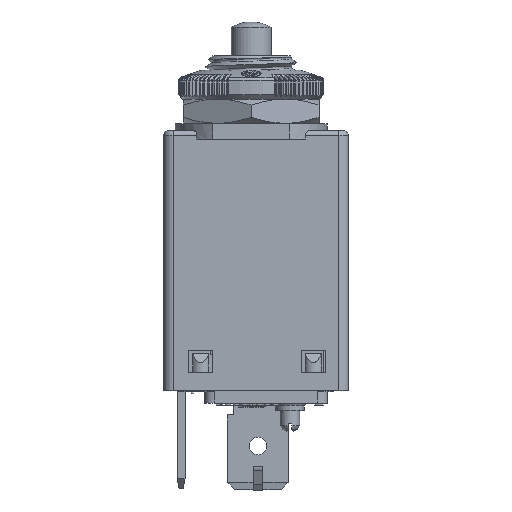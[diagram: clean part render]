
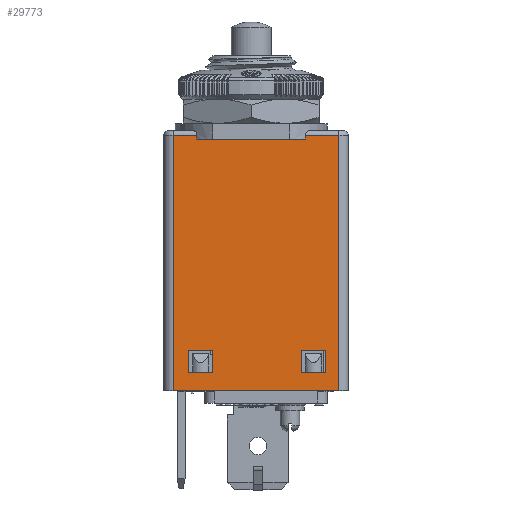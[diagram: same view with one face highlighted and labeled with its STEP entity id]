
A CAD part, top view. The second image highlights one B-rep face of the part: STEP entity #29773.
In plain terms, the highlighted planar face has unit normal (0, 0, 1).
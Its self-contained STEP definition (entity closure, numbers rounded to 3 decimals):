
#1245=DIRECTION('',(1.,0.,0.));
#1246=VECTOR('',#1245,2.5);
#1247=CARTESIAN_POINT('',(-6.45,3.18,5.5));
#1248=LINE('',#1247,#1246);
#1249=DIRECTION('',(0.,1.,0.));
#1250=VECTOR('',#1249,2.3);
#1251=CARTESIAN_POINT('',(-3.95,3.18,5.5));
#1252=LINE('',#1251,#1250);
#1253=DIRECTION('',(-1.,0.,0.));
#1254=VECTOR('',#1253,2.5);
#1255=CARTESIAN_POINT('',(-3.95,5.48,5.5));
#1256=LINE('',#1255,#1254);
#1257=DIRECTION('',(0.,-1.,0.));
#1258=VECTOR('',#1257,2.3);
#1259=CARTESIAN_POINT('',(-6.45,5.48,5.5));
#1260=LINE('',#1259,#1258);
#1261=DIRECTION('',(0.,-1.,0.));
#1262=VECTOR('',#1261,2.3);
#1263=CARTESIAN_POINT('',(5.15,5.48,5.5));
#1264=LINE('',#1263,#1262);
#1265=DIRECTION('',(1.,0.,0.));
#1266=VECTOR('',#1265,2.5);
#1267=CARTESIAN_POINT('',(5.15,3.18,5.5));
#1268=LINE('',#1267,#1266);
#1269=DIRECTION('',(0.,1.,0.));
#1270=VECTOR('',#1269,2.3);
#1271=CARTESIAN_POINT('',(7.65,3.18,5.5));
#1272=LINE('',#1271,#1270);
#1273=DIRECTION('',(-1.,0.,0.));
#1274=VECTOR('',#1273,2.5);
#1275=CARTESIAN_POINT('',(7.65,5.48,5.5));
#1276=LINE('',#1275,#1274);
#1277=DIRECTION('',(-1.,0.,0.));
#1278=VECTOR('',#1277,2.413);
#1279=CARTESIAN_POINT('',(-5.587,27.61,5.5));
#1280=LINE('',#1279,#1278);
#1281=DIRECTION('',(0.,1.,0.));
#1282=VECTOR('',#1281,0.4);
#1283=CARTESIAN_POINT('',(-5.587,27.21,5.5));
#1284=LINE('',#1283,#1282);
#1285=DIRECTION('',(-1.,0.,0.));
#1286=VECTOR('',#1285,11.174);
#1287=CARTESIAN_POINT('',(5.587,27.21,5.5));
#1288=LINE('',#1287,#1286);
#1289=DIRECTION('',(0.,1.,0.));
#1290=VECTOR('',#1289,0.4);
#1291=CARTESIAN_POINT('',(5.587,27.21,5.5));
#1292=LINE('',#1291,#1290);
#1293=DIRECTION('',(-1.,0.,0.));
#1294=VECTOR('',#1293,3.413);
#1295=CARTESIAN_POINT('',(9.,27.61,5.5));
#1296=LINE('',#1295,#1294);
#1297=DIRECTION('',(0.,1.,0.));
#1298=VECTOR('',#1297,26.3);
#1299=CARTESIAN_POINT('',(9.,1.31,5.5));
#1300=LINE('',#1299,#1298);
#1301=DIRECTION('',(1.,0.,0.));
#1302=VECTOR('',#1301,17.);
#1303=CARTESIAN_POINT('',(-8.,1.31,5.5));
#1304=LINE('',#1303,#1302);
#1305=DIRECTION('',(0.,-1.,0.));
#1306=VECTOR('',#1305,26.3);
#1307=CARTESIAN_POINT('',(-8.,27.61,5.5));
#1308=LINE('',#1307,#1306);
#23631=CARTESIAN_POINT('',(5.587,27.21,5.5));
#23632=CARTESIAN_POINT('',(-5.587,27.21,5.5));
#23633=VERTEX_POINT('',#23631);
#23634=VERTEX_POINT('',#23632);
#23663=CARTESIAN_POINT('',(-6.45,3.18,5.5));
#23664=CARTESIAN_POINT('',(-3.95,3.18,5.5));
#23665=VERTEX_POINT('',#23663);
#23666=VERTEX_POINT('',#23664);
#23667=CARTESIAN_POINT('',(-3.95,5.48,5.5));
#23668=VERTEX_POINT('',#23667);
#23669=CARTESIAN_POINT('',(-6.45,5.48,5.5));
#23670=VERTEX_POINT('',#23669);
#23671=CARTESIAN_POINT('',(5.15,5.48,5.5));
#23672=CARTESIAN_POINT('',(5.15,3.18,5.5));
#23673=VERTEX_POINT('',#23671);
#23674=VERTEX_POINT('',#23672);
#23675=CARTESIAN_POINT('',(7.65,3.18,5.5));
#23676=VERTEX_POINT('',#23675);
#23677=CARTESIAN_POINT('',(7.65,5.48,5.5));
#23678=VERTEX_POINT('',#23677);
#23767=CARTESIAN_POINT('',(-8.,1.31,5.5));
#23769=VERTEX_POINT('',#23767);
#23772=CARTESIAN_POINT('',(9.,1.31,5.5));
#23774=VERTEX_POINT('',#23772);
#23799=CARTESIAN_POINT('',(-8.,27.61,5.5));
#23800=VERTEX_POINT('',#23799);
#23803=CARTESIAN_POINT('',(-5.587,27.61,5.5));
#23804=VERTEX_POINT('',#23803);
#23811=CARTESIAN_POINT('',(9.,27.61,5.5));
#23812=CARTESIAN_POINT('',(5.587,27.61,5.5));
#23813=VERTEX_POINT('',#23811);
#23814=VERTEX_POINT('',#23812);
#29736=CARTESIAN_POINT('',(0.,1.31,5.5));
#29737=DIRECTION('',(0.,0.,1.));
#29738=DIRECTION('',(1.,0.,0.));
#29739=AXIS2_PLACEMENT_3D('',#29736,#29737,#29738);
#29740=PLANE('',#29739);
#29742=ORIENTED_EDGE('',*,*,#29741,.F.);
#29743=ORIENTED_EDGE('',*,*,#29612,.F.);
#29745=ORIENTED_EDGE('',*,*,#29744,.F.);
#29747=ORIENTED_EDGE('',*,*,#29746,.T.);
#29749=ORIENTED_EDGE('',*,*,#29748,.F.);
#29751=ORIENTED_EDGE('',*,*,#29750,.F.);
#29752=ORIENTED_EDGE('',*,*,#29381,.F.);
#29753=ORIENTED_EDGE('',*,*,#29451,.F.);
#29754=EDGE_LOOP('',(#29742,#29743,#29745,#29747,#29749,#29751,#29752,#29753));
#29755=FACE_OUTER_BOUND('',#29754,.F.);
#29757=ORIENTED_EDGE('',*,*,#29756,.T.);
#29758=ORIENTED_EDGE('',*,*,#29153,.T.);
#29760=ORIENTED_EDGE('',*,*,#29759,.T.);
#29762=ORIENTED_EDGE('',*,*,#29761,.T.);
#29763=EDGE_LOOP('',(#29757,#29758,#29760,#29762));
#29764=FACE_BOUND('',#29763,.F.);
#29765=ORIENTED_EDGE('',*,*,#29322,.T.);
#29767=ORIENTED_EDGE('',*,*,#29766,.T.);
#29769=ORIENTED_EDGE('',*,*,#29768,.T.);
#29770=ORIENTED_EDGE('',*,*,#29713,.T.);
#29771=EDGE_LOOP('',(#29765,#29767,#29769,#29770));
#29772=FACE_BOUND('',#29771,.F.);
#29153=EDGE_CURVE('',#23674,#23676,#1268,.T.);
#29322=EDGE_CURVE('',#23665,#23666,#1248,.T.);
#29381=EDGE_CURVE('',#23769,#23774,#1304,.T.);
#29451=EDGE_CURVE('',#23800,#23769,#1308,.T.);
#29612=EDGE_CURVE('',#23634,#23804,#1284,.T.);
#29713=EDGE_CURVE('',#23670,#23665,#1260,.T.);
#29741=EDGE_CURVE('',#23804,#23800,#1280,.T.);
#29744=EDGE_CURVE('',#23633,#23634,#1288,.T.);
#29746=EDGE_CURVE('',#23633,#23814,#1292,.T.);
#29748=EDGE_CURVE('',#23813,#23814,#1296,.T.);
#29750=EDGE_CURVE('',#23774,#23813,#1300,.T.);
#29756=EDGE_CURVE('',#23673,#23674,#1264,.T.);
#29759=EDGE_CURVE('',#23676,#23678,#1272,.T.);
#29761=EDGE_CURVE('',#23678,#23673,#1276,.T.);
#29766=EDGE_CURVE('',#23666,#23668,#1252,.T.);
#29768=EDGE_CURVE('',#23668,#23670,#1256,.T.);
#29773=ADVANCED_FACE('',(#29755,#29764,#29772),#29740,.T.);
